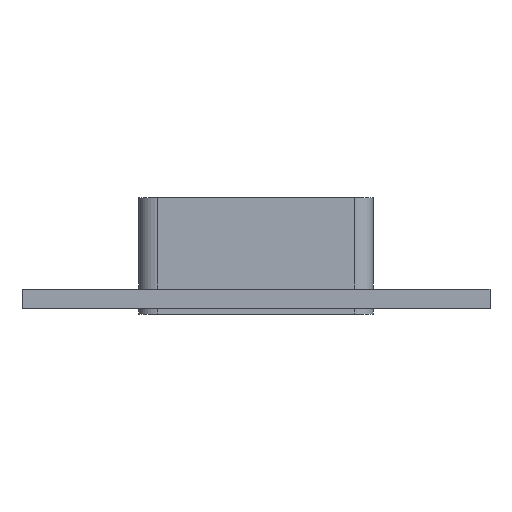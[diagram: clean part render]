
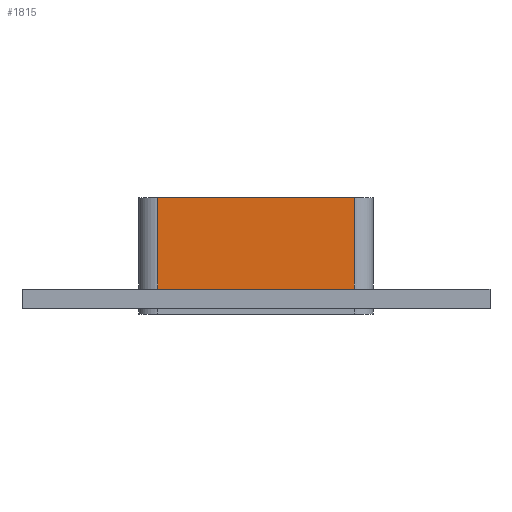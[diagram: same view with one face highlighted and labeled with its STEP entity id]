
A CAD part, left-side view. The second image highlights one B-rep face of the part: STEP entity #1815.
In plain terms, the highlighted planar face has unit normal (-1, 0, 0).
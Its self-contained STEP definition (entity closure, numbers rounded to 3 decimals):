
#735=CARTESIAN_POINT('',(-266.0,-50.5,-17.0));
#736=VERTEX_POINT('',#735);
#744=CARTESIAN_POINT('',(-266.0,50.5,-17.0));
#745=VERTEX_POINT('',#744);
#746=CARTESIAN_POINT('',(-266.,50.5,-17.0));
#747=DIRECTION('',(0.0,-1.0,0.0));
#748=VECTOR('',#747,101.);
#749=LINE('',#746,#748);
#750=EDGE_CURVE('',#745,#736,#749,.T.);
#1338=CARTESIAN_POINT('',(-266.,-50.5,30.0));
#1339=VERTEX_POINT('',#1338);
#1347=CARTESIAN_POINT('',(-266.,-50.5,30.0));
#1348=DIRECTION('',(0.0,0.0,-1.0));
#1349=VECTOR('',#1348,47.0);
#1350=LINE('',#1347,#1349);
#1351=EDGE_CURVE('',#1339,#736,#1350,.T.);
#1362=CARTESIAN_POINT('',(-266.,50.5,30.0));
#1363=VERTEX_POINT('',#1362);
#1364=CARTESIAN_POINT('',(-266.,50.5,-17.0));
#1365=DIRECTION('',(0.0,0.0,1.0));
#1366=VECTOR('',#1365,47.0);
#1367=LINE('',#1364,#1366);
#1368=EDGE_CURVE('',#745,#1363,#1367,.T.);
#1799=CARTESIAN_POINT('',(-266.,60.5,0.0));
#1800=DIRECTION('',(-1.0,0.0,0.0));
#1801=DIRECTION('',(0.0,-1.0,0.0));
#1802=AXIS2_PLACEMENT_3D('',#1799,#1800,#1801);
#1803=PLANE('',#1802);
#1804=ORIENTED_EDGE('',*,*,#750,.T.);
#1805=ORIENTED_EDGE('',*,*,#1351,.F.);
#1806=CARTESIAN_POINT('',(-266.,50.5,30.0));
#1807=DIRECTION('',(0.0,-1.0,0.0));
#1808=VECTOR('',#1807,101.);
#1809=LINE('',#1806,#1808);
#1810=EDGE_CURVE('',#1363,#1339,#1809,.T.);
#1811=ORIENTED_EDGE('',*,*,#1810,.F.);
#1812=ORIENTED_EDGE('',*,*,#1368,.F.);
#1813=EDGE_LOOP('',(#1804,#1805,#1811,#1812));
#1814=FACE_OUTER_BOUND('',#1813,.T.);
#1815=ADVANCED_FACE('',(#1814),#1803,.T.);
